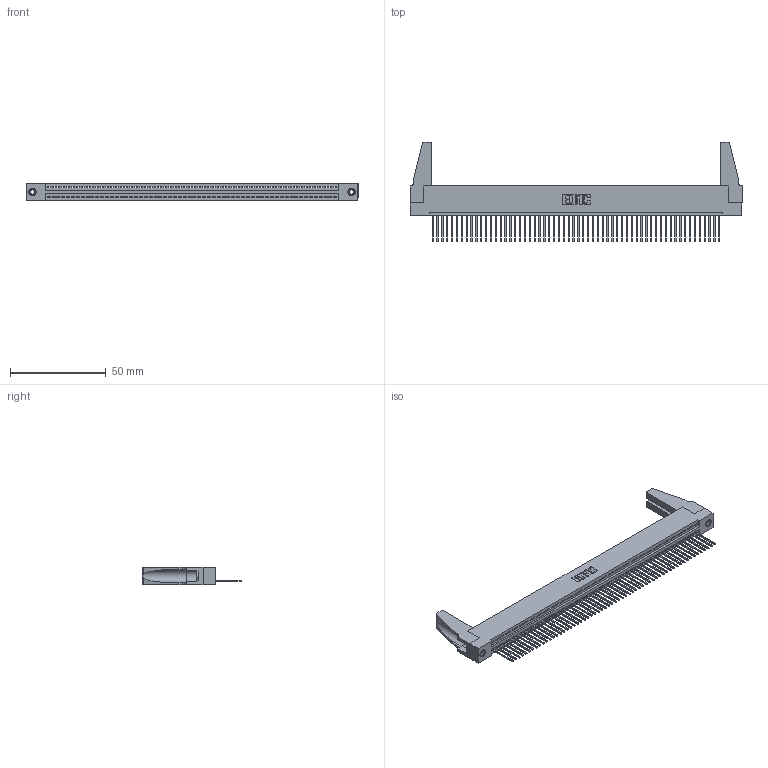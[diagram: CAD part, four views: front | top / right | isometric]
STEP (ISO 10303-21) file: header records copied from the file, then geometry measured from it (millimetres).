
FILE_DESCRIPTION (( 'STEP AP203' ), '1' );
FILE_NAME ('345-060-540-188.STEP', '2019-10-10T22:53:26', ( '' ), ( '' ), 'SwSTEP 2.0', 'SolidWorks 2016', '' );
FILE_SCHEMA (( 'CONFIG_CONTROL_DESIGN' ));
Length unit declared in the file: inch
Products named in the file (5): 345-250-001_345-250-001-102; 345-220-078_345-220-088; 345-060-540-188; 345 Part_Flush Mounting Lugs - 0.156 Dia-TH; 345-292-001_345-293-140
Assembly tree (65 placements, depth 2):
  345-060-540-188
    345 Part_Flush Mounting Lugs - 0.156 Dia-TH
    345-292-001_345-293-140  x60
    345-250-001_345-250-001-102  x2
    345-220-078_345-220-088  x2
Bounding box: 173.63 x 51.99 x 9.4 mm (x, y, z)
Volume: 19973.2 mm3; surface area: 26178.8 mm2
Topology: 65 solids, 65 shells, 3730 faces, 11215 edges, 7386 vertices
Faces by surface type: plane 2552, cylinder 1162, cone 12, torus 4
Entity records: 44900 total; most frequent: CARTESIAN_POINT 7766, ORIENTED_EDGE 7720, DIRECTION 6764, EDGE_CURVE 3860, VECTOR 3446, LINE 3446, VERTEX_POINT 2566, AXIS2_PLACEMENT_3D 1659
